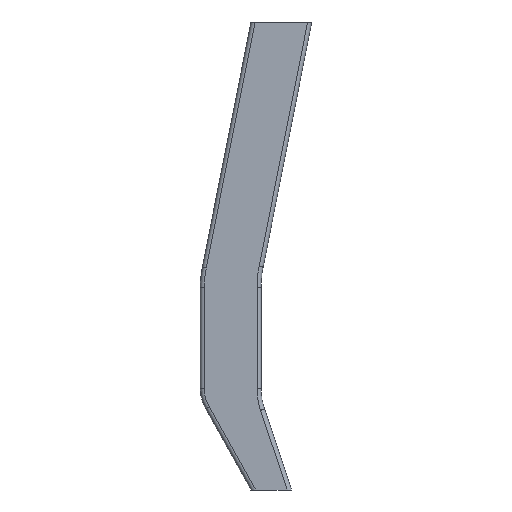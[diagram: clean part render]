
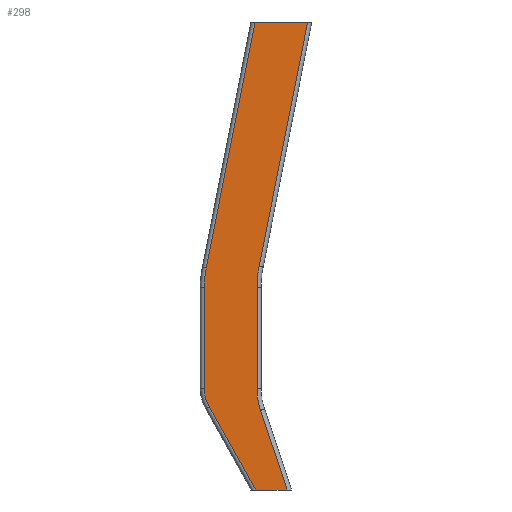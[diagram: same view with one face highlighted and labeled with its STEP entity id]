
A CAD part, left-side view. The second image highlights one B-rep face of the part: STEP entity #298.
In plain terms, the highlighted planar face has unit normal (1, 0, 0).
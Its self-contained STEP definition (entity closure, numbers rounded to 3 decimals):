
#10 = EDGE_CURVE ( 'NONE', #733, #977, #591, .T. ) ;
#12 = EDGE_CURVE ( 'NONE', #869, #952, #1019, .T. ) ;
#16 = CARTESIAN_POINT ( 'NONE',  ( 0., 65.549, 111.213 ) ) ;
#34 = DIRECTION ( 'NONE',  ( 0., 0., -1. ) ) ;
#53 = DIRECTION ( 'NONE',  ( 0., 0., -1. ) ) ;
#57 = CARTESIAN_POINT ( 'NONE',  ( 0., 15.67, 101.313 ) ) ;
#60 = VECTOR ( 'NONE', #711, 1000. ) ;
#71 = CARTESIAN_POINT ( 'NONE',  ( 0., -1.204, 103.43 ) ) ;
#76 = EDGE_CURVE ( 'NONE', #735, #1029, #567, .T. ) ;
#83 = LINE ( 'NONE', #932, #496 ) ;
#96 = VECTOR ( 'NONE', #859, 1000. ) ;
#99 = CARTESIAN_POINT ( 'NONE',  ( 0., -4.078, 462. ) ) ;
#108 = ORIENTED_EDGE ( 'NONE', *, *, #76, .T. ) ;
#112 = CARTESIAN_POINT ( 'NONE',  ( 0., 41.293, 81.954 ) ) ;
#123 = CARTESIAN_POINT ( 'NONE',  ( 0., -9.461, 78.732 ) ) ;
#131 = VERTEX_POINT ( 'NONE', #625 ) ;
#133 = AXIS2_PLACEMENT_3D ( 'NONE', #753, #423, #258 ) ;
#136 = CARTESIAN_POINT ( 'NONE',  ( 0., -73.078, 100. ) ) ;
#149 = CARTESIAN_POINT ( 'NONE',  ( 0., -8.042, 220.779 ) ) ;
#165 = VERTEX_POINT ( 'NONE', #123 ) ;
#170 = CARTESIAN_POINT ( 'NONE',  ( 0., -6., 100. ) ) ;
#197 = CARTESIAN_POINT ( 'NONE',  ( 0., 44.111, 219.221 ) ) ;
#209 = DIRECTION ( 'NONE',  ( 0., 0., 1. ) ) ;
#237 = EDGE_CURVE ( 'NONE', #821, #735, #805, .T. ) ;
#243 = EDGE_CURVE ( 'NONE', #131, #380, #926, .T. ) ;
#256 = DIRECTION ( 'NONE',  ( 0., 0., -1. ) ) ;
#258 = DIRECTION ( 'NONE',  ( 0., 0., -1. ) ) ;
#264 = ORIENTED_EDGE ( 'NONE', *, *, #12, .T. ) ;
#269 = DIRECTION ( 'NONE',  ( 1., 0., 0. ) ) ;
#278 = ORIENTED_EDGE ( 'NONE', *, *, #469, .T. ) ;
#295 = VECTOR ( 'NONE', #445, 1000. ) ;
#298 = ADVANCED_FACE ( 'NONE', ( #860 ), #874, .T. ) ;
#303 = CARTESIAN_POINT ( 'NONE',  ( 0., 0., 0. ) ) ;
#324 = VECTOR ( 'NONE', #656, 1000. ) ;
#333 = EDGE_CURVE ( 'NONE', #165, #821, #578, .T. ) ;
#336 = VECTOR ( 'NONE', #454, 1000. ) ;
#350 = DIRECTION ( 'NONE',  ( -1., 0., 0. ) ) ;
#362 = CARTESIAN_POINT ( 'NONE',  ( 0., -60., 462. ) ) ;
#370 = CARTESIAN_POINT ( 'NONE',  ( 0., -4.584, 0. ) ) ;
#380 = VERTEX_POINT ( 'NONE', #149 ) ;
#383 = CIRCLE ( 'NONE', #906, 36.945 ) ;
#393 = CIRCLE ( 'NONE', #133, 98.727 ) ;
#400 = CARTESIAN_POINT ( 'NONE',  ( 0., -6., 100. ) ) ;
#416 = DIRECTION ( 'NONE',  ( 0., 0., -1. ) ) ;
#418 = VECTOR ( 'NONE', #754, 1000. ) ;
#423 = DIRECTION ( 'NONE',  ( 1., 0., 0. ) ) ;
#431 = CARTESIAN_POINT ( 'NONE',  ( 0., -35.782, 0. ) ) ;
#440 = CARTESIAN_POINT ( 'NONE',  ( 0., -6., 200. ) ) ;
#445 = DIRECTION ( 'NONE',  ( 0., -1., 0. ) ) ;
#454 = DIRECTION ( 'NONE',  ( 0., 0.488, 0.873 ) ) ;
#459 = AXIS2_PLACEMENT_3D ( 'NONE', #502, #498, #416 ) ;
#467 = AXIS2_PLACEMENT_3D ( 'NONE', #136, #858, #53 ) ;
#469 = EDGE_CURVE ( 'NONE', #380, #869, #524, .T. ) ;
#473 = VERTEX_POINT ( 'NONE', #903 ) ;
#474 = EDGE_CURVE ( 'NONE', #473, #733, #393, .T. ) ;
#477 = VERTEX_POINT ( 'NONE', #831 ) ;
#496 = VECTOR ( 'NONE', #209, 1000. ) ;
#498 = DIRECTION ( 'NONE',  ( 1., 0., 0. ) ) ;
#502 = CARTESIAN_POINT ( 'NONE',  ( 0., 9.055, 100. ) ) ;
#524 = CIRCLE ( 'NONE', #1022, 106.727 ) ;
#559 = ORIENTED_EDGE ( 'NONE', *, *, #700, .T. ) ;
#567 = LINE ( 'NONE', #112, #336 ) ;
#578 = LINE ( 'NONE', #71, #324 ) ;
#591 = LINE ( 'NONE', #16, #418 ) ;
#600 = DIRECTION ( 'NONE',  ( 0., 0., -1. ) ) ;
#625 = CARTESIAN_POINT ( 'NONE',  ( 0., -55.922, 462. ) ) ;
#627 = ORIENTED_EDGE ( 'NONE', *, *, #844, .T. ) ;
#656 = DIRECTION ( 'NONE',  ( 0., -0.317, -0.948 ) ) ;
#661 = EDGE_CURVE ( 'NONE', #952, #165, #956, .T. ) ;
#685 = ORIENTED_EDGE ( 'NONE', *, *, #474, .T. ) ;
#700 = EDGE_CURVE ( 'NONE', #1029, #477, #383, .T. ) ;
#711 = DIRECTION ( 'NONE',  ( 0., 0.195, -0.981 ) ) ;
#733 = VERTEX_POINT ( 'NONE', #197 ) ;
#734 = ORIENTED_EDGE ( 'NONE', *, *, #333, .T. ) ;
#735 = VERTEX_POINT ( 'NONE', #370 ) ;
#753 = CARTESIAN_POINT ( 'NONE',  ( 0., -52.727, 200. ) ) ;
#754 = DIRECTION ( 'NONE',  ( 0., -0.195, 0.981 ) ) ;
#760 = CARTESIAN_POINT ( 'NONE',  ( 0., 9.055, 100. ) ) ;
#763 = CARTESIAN_POINT ( 'NONE',  ( 0., 41.293, 81.954 ) ) ;
#792 = ORIENTED_EDGE ( 'NONE', *, *, #877, .T. ) ;
#805 = LINE ( 'NONE', #303, #96 ) ;
#821 = VERTEX_POINT ( 'NONE', #431 ) ;
#826 = ORIENTED_EDGE ( 'NONE', *, *, #237, .T. ) ;
#831 = CARTESIAN_POINT ( 'NONE',  ( 0., 46., 100. ) ) ;
#834 = CARTESIAN_POINT ( 'NONE',  ( 0., -112.727, 200. ) ) ;
#844 = EDGE_CURVE ( 'NONE', #977, #131, #937, .T. ) ;
#858 = DIRECTION ( 'NONE',  ( -1., 0., 0. ) ) ;
#859 = DIRECTION ( 'NONE',  ( 0., 1., 0. ) ) ;
#860 = FACE_OUTER_BOUND ( 'NONE', #916, .T. ) ;
#863 = ORIENTED_EDGE ( 'NONE', *, *, #661, .T. ) ;
#869 = VERTEX_POINT ( 'NONE', #440 ) ;
#874 = PLANE ( 'NONE',  #459 ) ;
#877 = EDGE_CURVE ( 'NONE', #477, #473, #83, .T. ) ;
#903 = CARTESIAN_POINT ( 'NONE',  ( 0., 46., 200. ) ) ;
#906 = AXIS2_PLACEMENT_3D ( 'NONE', #760, #269, #34 ) ;
#916 = EDGE_LOOP ( 'NONE', ( #863, #734, #826, #108, #559, #792, #685, #1036, #627, #1035, #278, #264 ) ) ;
#926 = LINE ( 'NONE', #57, #60 ) ;
#932 = CARTESIAN_POINT ( 'NONE',  ( 0., 46., 100. ) ) ;
#937 = LINE ( 'NONE', #362, #295 ) ;
#952 = VERTEX_POINT ( 'NONE', #400 ) ;
#956 = CIRCLE ( 'NONE', #467, 67.078 ) ;
#962 = VECTOR ( 'NONE', #256, 1000. ) ;
#977 = VERTEX_POINT ( 'NONE', #99 ) ;
#1019 = LINE ( 'NONE', #170, #962 ) ;
#1022 = AXIS2_PLACEMENT_3D ( 'NONE', #834, #350, #600 ) ;
#1029 = VERTEX_POINT ( 'NONE', #763 ) ;
#1035 = ORIENTED_EDGE ( 'NONE', *, *, #243, .T. ) ;
#1036 = ORIENTED_EDGE ( 'NONE', *, *, #10, .T. ) ;
